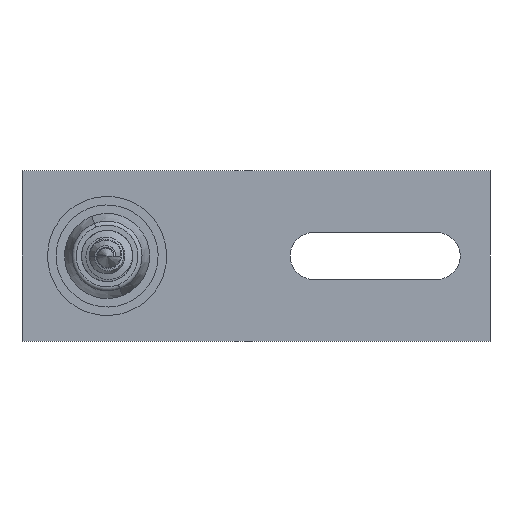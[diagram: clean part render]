
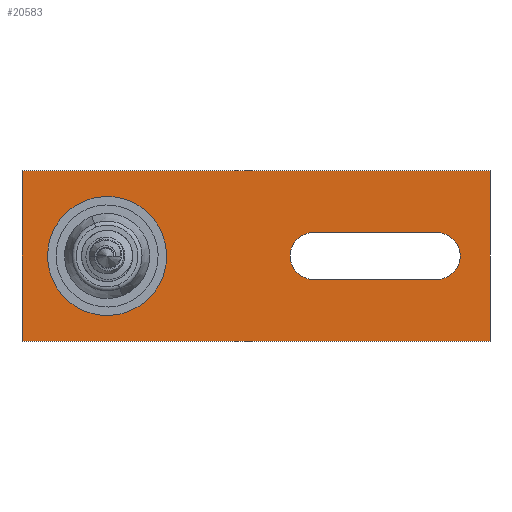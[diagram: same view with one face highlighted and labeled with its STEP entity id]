
A CAD part, front view. The second image highlights one B-rep face of the part: STEP entity #20583.
In plain terms, the highlighted planar face has unit normal (0, -1, 0).
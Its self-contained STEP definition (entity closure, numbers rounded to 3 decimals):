
#250 = CARTESIAN_POINT ( 'NONE',  ( -20., -5., -55. ) ) ;
#490 = DIRECTION ( 'NONE',  ( 0., 0., 1. ) ) ;
#564 = LINE ( 'NONE', #7614, #10432 ) ;
#1132 = LINE ( 'NONE', #20529, #13251 ) ;
#1200 = DIRECTION ( 'NONE',  ( 0., 0., -1. ) ) ;
#1230 = DIRECTION ( 'NONE',  ( 0., 1., 0. ) ) ;
#1336 = CARTESIAN_POINT ( 'NONE',  ( 0., -5., -28.5 ) ) ;
#1470 = DIRECTION ( 'NONE',  ( 0., 0., -1. ) ) ;
#1516 = DIRECTION ( 'NONE',  ( 0., 0., 1. ) ) ;
#1589 = CIRCLE ( 'NONE', #17818, 5.5 ) ;
#1974 = AXIS2_PLACEMENT_3D ( 'NONE', #21183, #5353, #490 ) ;
#2169 = VERTEX_POINT ( 'NONE', #1336 ) ;
#2276 = DIRECTION ( 'NONE',  ( 0., 0., 1. ) ) ;
#2370 = EDGE_CURVE ( 'NONE', #2918, #2169, #19336, .T. ) ;
#2554 = AXIS2_PLACEMENT_3D ( 'NONE', #13888, #17147, #1200 ) ;
#2918 = VERTEX_POINT ( 'NONE', #4398 ) ;
#3035 = ORIENTED_EDGE ( 'NONE', *, *, #18655, .F. ) ;
#3195 = EDGE_CURVE ( 'NONE', #20594, #15716, #8190, .T. ) ;
#3230 = DIRECTION ( 'NONE',  ( 0., 0., -1. ) ) ;
#3255 = CARTESIAN_POINT ( 'NONE',  ( 0., -5., 48. ) ) ;
#3407 = FACE_OUTER_BOUND ( 'NONE', #22072, .T. ) ;
#3834 = VERTEX_POINT ( 'NONE', #19238 ) ;
#3868 = VERTEX_POINT ( 'NONE', #16133 ) ;
#4398 = CARTESIAN_POINT ( 'NONE',  ( 0., -5., -41.5 ) ) ;
#4544 = CIRCLE ( 'NONE', #1974, 6.5 ) ;
#4550 = VERTEX_POINT ( 'NONE', #11235 ) ;
#5190 = CARTESIAN_POINT ( 'NONE',  ( 0., -5., 42.5 ) ) ;
#5353 = DIRECTION ( 'NONE',  ( 0., 1., 0. ) ) ;
#5374 = EDGE_CURVE ( 'NONE', #12953, #6900, #14294, .T. ) ;
#5468 = AXIS2_PLACEMENT_3D ( 'NONE', #5190, #7273, #12225 ) ;
#5924 = DIRECTION ( 'NONE',  ( -1., 0., 0. ) ) ;
#6198 = CARTESIAN_POINT ( 'NONE',  ( -5.5, -5., 42.5 ) ) ;
#6318 = ORIENTED_EDGE ( 'NONE', *, *, #7223, .T. ) ;
#6561 = CIRCLE ( 'NONE', #13555, 5.5 ) ;
#6827 = ORIENTED_EDGE ( 'NONE', *, *, #2370, .T. ) ;
#6900 = VERTEX_POINT ( 'NONE', #3255 ) ;
#7223 = EDGE_CURVE ( 'NONE', #4550, #12953, #1132, .T. ) ;
#7273 = DIRECTION ( 'NONE',  ( 0., 1., 0. ) ) ;
#7614 = CARTESIAN_POINT ( 'NONE',  ( -20., -5., 55. ) ) ;
#7745 = ORIENTED_EDGE ( 'NONE', *, *, #21768, .F. ) ;
#7903 = CARTESIAN_POINT ( 'NONE',  ( -20., -5., 55. ) ) ;
#8190 = LINE ( 'NONE', #10023, #21903 ) ;
#9159 = VECTOR ( 'NONE', #5924, 1000. ) ;
#9933 = ORIENTED_EDGE ( 'NONE', *, *, #9939, .F. ) ;
#9939 = EDGE_CURVE ( 'NONE', #22601, #22370, #564, .T. ) ;
#9962 = ORIENTED_EDGE ( 'NONE', *, *, #14668, .F. ) ;
#10023 = CARTESIAN_POINT ( 'NONE',  ( 5.5, -5., 42.5 ) ) ;
#10160 = EDGE_CURVE ( 'NONE', #6900, #20594, #1589, .T. ) ;
#10432 = VECTOR ( 'NONE', #21469, 1000. ) ;
#10581 = LINE ( 'NONE', #14156, #13583 ) ;
#11020 = ORIENTED_EDGE ( 'NONE', *, *, #19635, .T. ) ;
#11065 = CARTESIAN_POINT ( 'NONE',  ( -20., -5., 55. ) ) ;
#11235 = CARTESIAN_POINT ( 'NONE',  ( -5.5, -5., 13.5 ) ) ;
#11634 = DIRECTION ( 'NONE',  ( 0., 0., 1. ) ) ;
#12007 = DIRECTION ( 'NONE',  ( 0., 1., 0. ) ) ;
#12124 = CARTESIAN_POINT ( 'NONE',  ( 0., -5., 13.5 ) ) ;
#12225 = DIRECTION ( 'NONE',  ( 0., 0., 1. ) ) ;
#12694 = EDGE_LOOP ( 'NONE', ( #20063, #16832, #17177, #11020, #6318 ) ) ;
#12721 = LINE ( 'NONE', #250, #9159 ) ;
#12762 = CARTESIAN_POINT ( 'NONE',  ( 0., -5., -35. ) ) ;
#12953 = VERTEX_POINT ( 'NONE', #6198 ) ;
#13251 = VECTOR ( 'NONE', #11634, 1000. ) ;
#13555 = AXIS2_PLACEMENT_3D ( 'NONE', #12124, #12007, #1516 ) ;
#13583 = VECTOR ( 'NONE', #1470, 1000. ) ;
#13888 = CARTESIAN_POINT ( 'NONE',  ( 0., -5., 0. ) ) ;
#14156 = CARTESIAN_POINT ( 'NONE',  ( 20., -5., 55. ) ) ;
#14249 = CARTESIAN_POINT ( 'NONE',  ( 20., -5., 55. ) ) ;
#14294 = CIRCLE ( 'NONE', #5468, 5.5 ) ;
#14668 = EDGE_CURVE ( 'NONE', #3868, #22601, #21592, .T. ) ;
#15716 = VERTEX_POINT ( 'NONE', #16405 ) ;
#15767 = PLANE ( 'NONE',  #2554 ) ;
#16133 = CARTESIAN_POINT ( 'NONE',  ( -20., -5., -55. ) ) ;
#16245 = DIRECTION ( 'NONE',  ( 0., 1., 0. ) ) ;
#16282 = DIRECTION ( 'NONE',  ( 0., 0., 1. ) ) ;
#16405 = CARTESIAN_POINT ( 'NONE',  ( 5.5, -5., 13.5 ) ) ;
#16832 = ORIENTED_EDGE ( 'NONE', *, *, #10160, .T. ) ;
#16994 = EDGE_CURVE ( 'NONE', #2169, #2918, #4544, .T. ) ;
#17037 = FACE_BOUND ( 'NONE', #22115, .T. ) ;
#17065 = CARTESIAN_POINT ( 'NONE',  ( 0., -5., 42.5 ) ) ;
#17147 = DIRECTION ( 'NONE',  ( 0., -1., 0. ) ) ;
#17177 = ORIENTED_EDGE ( 'NONE', *, *, #3195, .T. ) ;
#17818 = AXIS2_PLACEMENT_3D ( 'NONE', #17065, #1230, #19471 ) ;
#18585 = AXIS2_PLACEMENT_3D ( 'NONE', #12762, #16245, #2276 ) ;
#18655 = EDGE_CURVE ( 'NONE', #3834, #3868, #12721, .T. ) ;
#18892 = VECTOR ( 'NONE', #16282, 1000. ) ;
#19238 = CARTESIAN_POINT ( 'NONE',  ( 20., -5., -55. ) ) ;
#19336 = CIRCLE ( 'NONE', #18585, 6.5 ) ;
#19471 = DIRECTION ( 'NONE',  ( 0., 0., 1. ) ) ;
#19635 = EDGE_CURVE ( 'NONE', #15716, #4550, #6561, .T. ) ;
#20063 = ORIENTED_EDGE ( 'NONE', *, *, #5374, .T. ) ;
#20529 = CARTESIAN_POINT ( 'NONE',  ( -5.5, -5., 42.5 ) ) ;
#20583 = ADVANCED_FACE ( 'NONE', ( #17037, #20601, #3407 ), #15767, .T. ) ;
#20594 = VERTEX_POINT ( 'NONE', #22335 ) ;
#20601 = FACE_BOUND ( 'NONE', #12694, .T. ) ;
#21183 = CARTESIAN_POINT ( 'NONE',  ( 0., -5., -35. ) ) ;
#21469 = DIRECTION ( 'NONE',  ( 1., 0., 0. ) ) ;
#21592 = LINE ( 'NONE', #11065, #18892 ) ;
#21768 = EDGE_CURVE ( 'NONE', #22370, #3834, #10581, .T. ) ;
#21903 = VECTOR ( 'NONE', #3230, 1000. ) ;
#22072 = EDGE_LOOP ( 'NONE', ( #7745, #9933, #9962, #3035 ) ) ;
#22115 = EDGE_LOOP ( 'NONE', ( #22683, #6827 ) ) ;
#22335 = CARTESIAN_POINT ( 'NONE',  ( 5.5, -5., 42.5 ) ) ;
#22370 = VERTEX_POINT ( 'NONE', #14249 ) ;
#22601 = VERTEX_POINT ( 'NONE', #7903 ) ;
#22683 = ORIENTED_EDGE ( 'NONE', *, *, #16994, .T. ) ;
